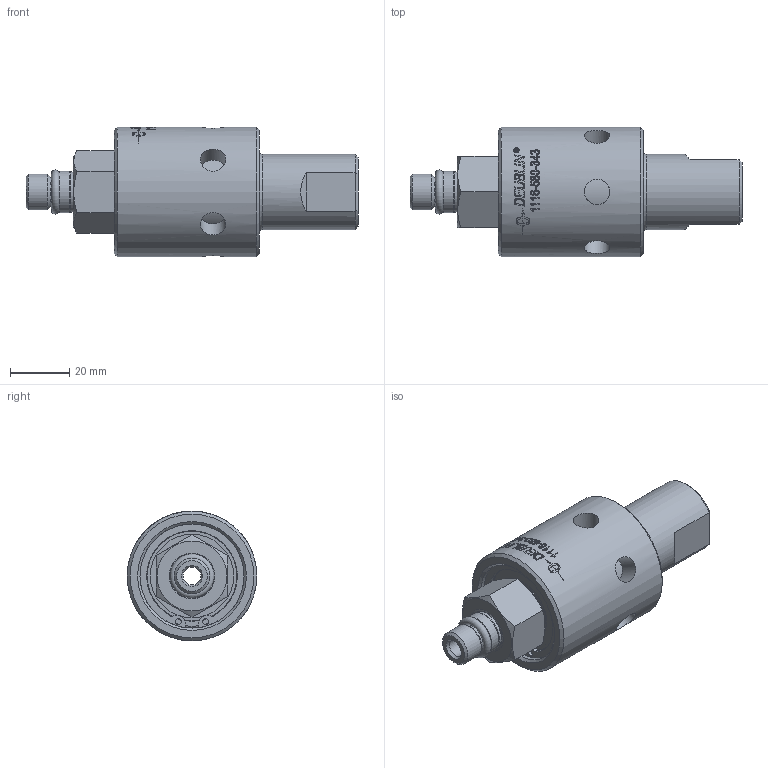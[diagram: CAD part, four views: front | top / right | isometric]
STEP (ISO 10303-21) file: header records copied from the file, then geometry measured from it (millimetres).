
FILE_DESCRIPTION(/* description */ (''),/* implementation_level */ '2;1');
FILE_NAME(/* name */ '1116-580-343-IC.stp',/* time_stamp */ '2020-05-14T13:21:06-05:00',/* author */ ('moorera'),/* organization */ (''),/* preprocessor_version */ 'ST-DEVELOPER v18.1',/* originating_system */ 'Autodesk Inventor 2020',/* authorisation */ '');
FILE_SCHEMA (('AUTOMOTIVE_DESIGN { 1 0 10303 214 3 1 1 }'));
Length unit declared in the file: millimetre
Products named in the file (1): 1116-580-343-IC
Bounding box: 111.84 x 43.7 x 43.7 mm (x, y, z)
Volume: 87680.3 mm3; surface area: 20725.4 mm2
Topology: 2 solids, 4 shells, 418 faces, 1113 edges, 746 vertices
Faces by surface type: plane 189, bspline 125, cylinder 79, cone 14, torus 11
Full cylindrical faces by diameter (mm): 1.981 x2, 6 x1, 8.6 x6, 9.6 x2, 12 x1, 13.8 x1, 14 x1, 14.25 x1, 14.6 x1, 15 x1, 19.96 x1, 21.675 x1, 25.4 x1, 28.062 x1, 30.125 x1, 30.4 x1, 35 x1, 35.08 x2, 37.25 x1, 43.7 x1
Entity records: 17788 total; most frequent: CARTESIAN_POINT 7684, ORIENTED_EDGE 2226, DIRECTION 1820, EDGE_CURVE 1113, VERTEX_POINT 746, AXIS2_PLACEMENT_3D 707, EDGE_LOOP 479, FACE_OUTER_BOUND 418
